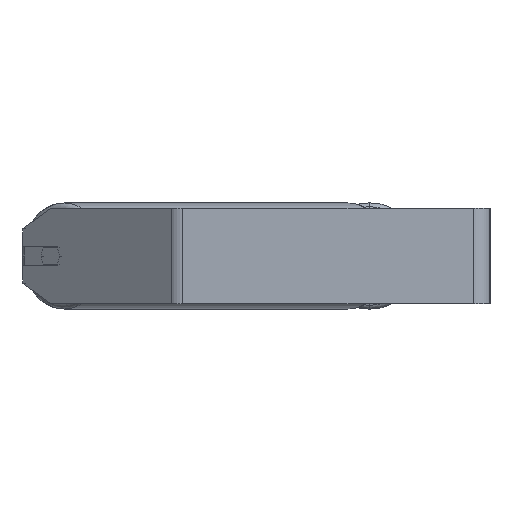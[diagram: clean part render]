
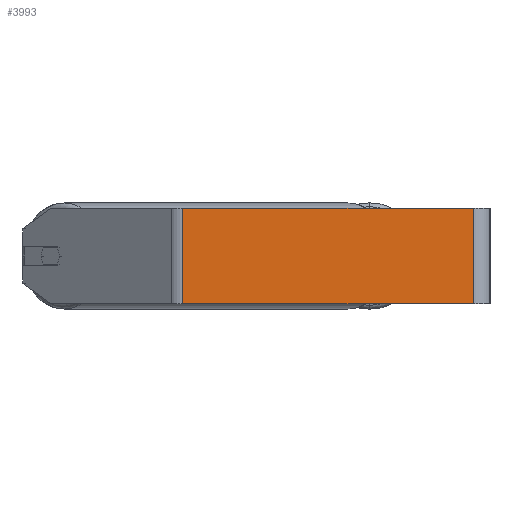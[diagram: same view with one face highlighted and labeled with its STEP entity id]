
A CAD part, left-side view. The second image highlights one B-rep face of the part: STEP entity #3993.
In plain terms, the highlighted planar face has unit normal (-1, 0, 0).
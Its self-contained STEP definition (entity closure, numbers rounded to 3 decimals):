
#116 = CARTESIAN_POINT ( 'NONE',  ( -620., 262.653, 40. ) ) ;
#230 = ORIENTED_EDGE ( 'NONE', *, *, #8171, .T. ) ;
#854 = CARTESIAN_POINT ( 'NONE',  ( -620., 257.557, -40. ) ) ;
#1061 = VECTOR ( 'NONE', #6719, 1000. ) ;
#1175 = CARTESIAN_POINT ( 'NONE',  ( -620., 14., -40. ) ) ;
#1354 = VECTOR ( 'NONE', #8347, 1000. ) ;
#1667 = EDGE_CURVE ( 'NONE', #2253, #4345, #7221, .T. ) ;
#1671 = ORIENTED_EDGE ( 'NONE', *, *, #5189, .F. ) ;
#2253 = VERTEX_POINT ( 'NONE', #854 ) ;
#2260 = CARTESIAN_POINT ( 'NONE',  ( -620., 257.557, 40. ) ) ;
#3490 = VERTEX_POINT ( 'NONE', #2260 ) ;
#3961 = FACE_OUTER_BOUND ( 'NONE', #4781, .T. ) ;
#3984 = CARTESIAN_POINT ( 'NONE',  ( -620., 262.653, 40. ) ) ;
#3993 = ADVANCED_FACE ( 'NONE', ( #3961 ), #8029, .F. ) ;
#4162 = LINE ( 'NONE', #3984, #1061 ) ;
#4345 = VERTEX_POINT ( 'NONE', #1175 ) ;
#4708 = DIRECTION ( 'NONE',  ( 0., 0., -1. ) ) ;
#4781 = EDGE_LOOP ( 'NONE', ( #7739, #1671, #7896, #230 ) ) ;
#4890 = DIRECTION ( 'NONE',  ( 0., 0., -1. ) ) ;
#4949 = AXIS2_PLACEMENT_3D ( 'NONE', #116, #7364, #4708 ) ;
#5189 = EDGE_CURVE ( 'NONE', #5878, #4345, #6085, .T. ) ;
#5878 = VERTEX_POINT ( 'NONE', #8019 ) ;
#6085 = LINE ( 'NONE', #6872, #6245 ) ;
#6181 = LINE ( 'NONE', #7722, #1354 ) ;
#6245 = VECTOR ( 'NONE', #4890, 1000. ) ;
#6719 = DIRECTION ( 'NONE',  ( 0., -1., 0. ) ) ;
#6872 = CARTESIAN_POINT ( 'NONE',  ( -620., 14., 40. ) ) ;
#7088 = DIRECTION ( 'NONE',  ( 0., -1., 0. ) ) ;
#7221 = LINE ( 'NONE', #7851, #8189 ) ;
#7364 = DIRECTION ( 'NONE',  ( 1., 0., 0. ) ) ;
#7680 = EDGE_CURVE ( 'NONE', #3490, #5878, #4162, .T. ) ;
#7722 = CARTESIAN_POINT ( 'NONE',  ( -620., 257.557, 40. ) ) ;
#7739 = ORIENTED_EDGE ( 'NONE', *, *, #1667, .T. ) ;
#7851 = CARTESIAN_POINT ( 'NONE',  ( -620., 262.653, -40. ) ) ;
#7896 = ORIENTED_EDGE ( 'NONE', *, *, #7680, .F. ) ;
#8019 = CARTESIAN_POINT ( 'NONE',  ( -620., 14., 40. ) ) ;
#8029 = PLANE ( 'NONE',  #4949 ) ;
#8171 = EDGE_CURVE ( 'NONE', #3490, #2253, #6181, .T. ) ;
#8189 = VECTOR ( 'NONE', #7088, 1000. ) ;
#8347 = DIRECTION ( 'NONE',  ( 0., 0., -1. ) ) ;
